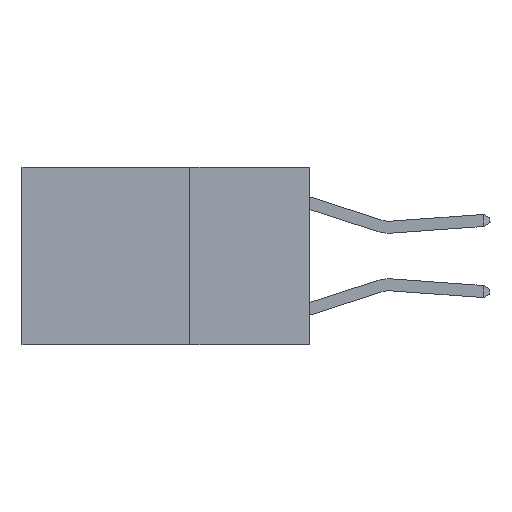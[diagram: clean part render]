
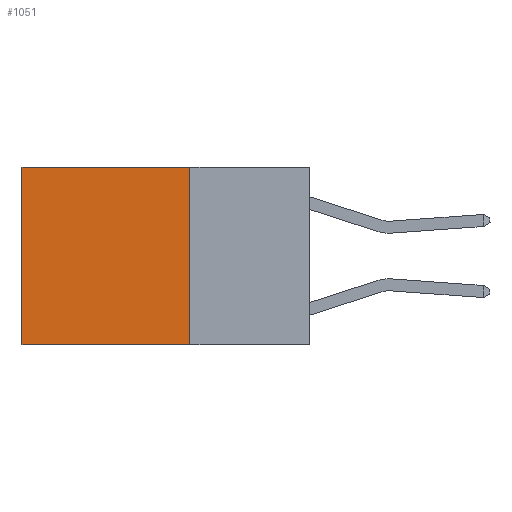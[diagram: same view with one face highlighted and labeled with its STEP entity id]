
A CAD part, left-side view. The second image highlights one B-rep face of the part: STEP entity #1051.
In plain terms, the highlighted planar face has unit normal (-1, 0, 0).
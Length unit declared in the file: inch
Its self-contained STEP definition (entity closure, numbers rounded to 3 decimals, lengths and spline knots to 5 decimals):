
#642 = DIRECTION ( 'NONE',  ( 0., 0., -1. ) ) ;
#809 = VERTEX_POINT ( 'NONE', #9374 ) ;
#1051 = ADVANCED_FACE ( 'NONE', ( #7417 ), #9302, .F. ) ;
#1202 = EDGE_CURVE ( 'NONE', #1961, #809, #3125, .T. ) ;
#1489 = LINE ( 'NONE', #4971, #8729 ) ;
#1589 = EDGE_CURVE ( 'NONE', #8727, #2208, #1489, .T. ) ;
#1961 = VERTEX_POINT ( 'NONE', #6552 ) ;
#2106 = EDGE_CURVE ( 'NONE', #809, #2208, #7529, .T. ) ;
#2128 = CARTESIAN_POINT ( 'NONE',  ( 0.2625, 0.6, -0.37 ) ) ;
#2208 = VERTEX_POINT ( 'NONE', #2128 ) ;
#3125 = LINE ( 'NONE', #4358, #8046 ) ;
#3714 = CARTESIAN_POINT ( 'NONE',  ( 0.2625, 0.25, 0. ) ) ;
#3725 = VECTOR ( 'NONE', #642, 39.37008 ) ;
#4014 = DIRECTION ( 'NONE',  ( 0., 1., 0. ) ) ;
#4051 = CARTESIAN_POINT ( 'NONE',  ( 0.2625, 0.25, 0. ) ) ;
#4171 = DIRECTION ( 'NONE',  ( 0., 0., -1. ) ) ;
#4175 = DIRECTION ( 'NONE',  ( 0., 1., 0. ) ) ;
#4213 = DIRECTION ( 'NONE',  ( 1., 0., 0. ) ) ;
#4358 = CARTESIAN_POINT ( 'NONE',  ( 0.2625, 0.25, 0. ) ) ;
#4460 = CARTESIAN_POINT ( 'NONE',  ( 0.2625, 0.6, 0. ) ) ;
#4739 = EDGE_LOOP ( 'NONE', ( #4863, #5057, #5063, #5117 ) ) ;
#4863 = ORIENTED_EDGE ( 'NONE', *, *, #2106, .T. ) ;
#4971 = CARTESIAN_POINT ( 'NONE',  ( 0.2625, 0.25, -0.37 ) ) ;
#5057 = ORIENTED_EDGE ( 'NONE', *, *, #1589, .F. ) ;
#5063 = ORIENTED_EDGE ( 'NONE', *, *, #6430, .F. ) ;
#5117 = ORIENTED_EDGE ( 'NONE', *, *, #1202, .T. ) ;
#5193 = DIRECTION ( 'NONE',  ( 0., 0., -1. ) ) ;
#5472 = LINE ( 'NONE', #4051, #3725 ) ;
#5835 = VECTOR ( 'NONE', #4171, 39.37008 ) ;
#6430 = EDGE_CURVE ( 'NONE', #1961, #8727, #5472, .T. ) ;
#6552 = CARTESIAN_POINT ( 'NONE',  ( 0.2625, 0.25, 0. ) ) ;
#6886 = CARTESIAN_POINT ( 'NONE',  ( 0.2625, 0.25, -0.37 ) ) ;
#7417 = FACE_OUTER_BOUND ( 'NONE', #4739, .T. ) ;
#7529 = LINE ( 'NONE', #4460, #5835 ) ;
#8046 = VECTOR ( 'NONE', #4175, 39.37008 ) ;
#8727 = VERTEX_POINT ( 'NONE', #6886 ) ;
#8729 = VECTOR ( 'NONE', #4014, 39.37008 ) ;
#9008 = AXIS2_PLACEMENT_3D ( 'NONE', #3714, #4213, #5193 ) ;
#9302 = PLANE ( 'NONE',  #9008 ) ;
#9374 = CARTESIAN_POINT ( 'NONE',  ( 0.2625, 0.6, 0. ) ) ;
